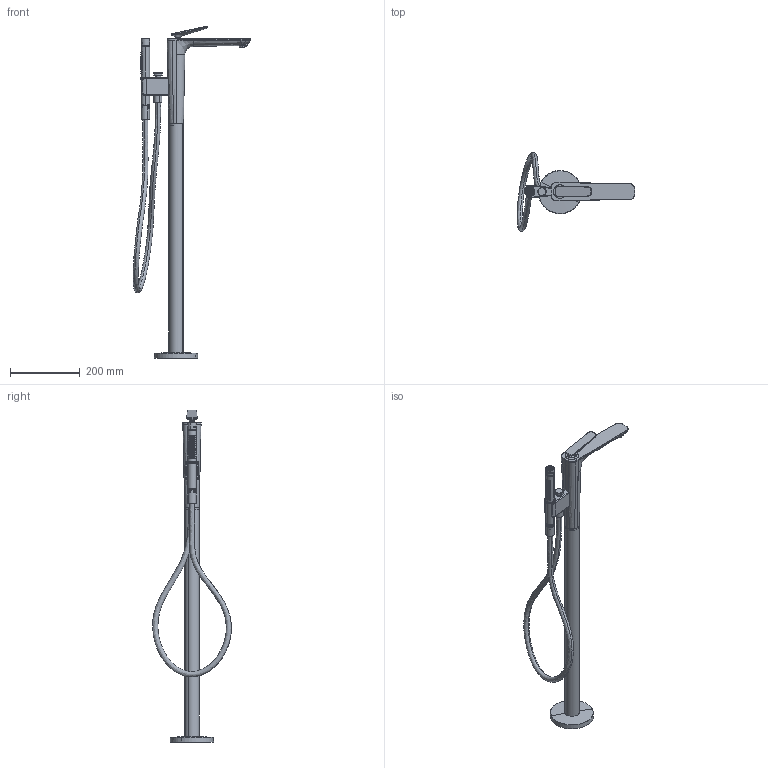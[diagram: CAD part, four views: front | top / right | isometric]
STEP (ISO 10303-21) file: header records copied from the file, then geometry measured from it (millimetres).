
FILE_DESCRIPTION(('CATIA V6 STEP','CAx-IF Rec.Pracs.--- Model Styling and Organization---1.5--- 2016-08-15','CAx-IF Rec.Pracs.---Supplemental Geometry---1.0---2011-11-01','CAx-IF Rec.Pracs.--- Composite Materials ---3.4---2017-06-13','CAx-IF Rec.Pracs.---Tessellated 3D Geometry---1.0---2015-12-17'),'2;1');
FILE_NAME('prd-HG-00479521.stp','2023-08-02T13:43:46+00:00',('none'),('none'),'3DEXPERIENCE Platform3DEXPERIENCE R2021x HotFix 8','3DEXPERIENCE Platform STEP AP242 v2','none');
FILE_SCHEMA(('AP242_MANAGED_MODEL_BASED_3D_ENGINEERING_MIM_LF {1 0 10303 442 1 1 4}'));
Length unit declared in the file: millimetre
Products named in the file (26): P-2_AX_Arizia_Wannenmischer_Boden; P-2_GK_WR_SM_Citterio_Arizia; LIM_SR_STD_SC_D-air_hellgrau_HG_M24x1-m; P-2_Griff_kpl_WRA-SM_Arizia; V5_P_2_Griffrosette_Pura_Vida_E_demontage; V5_P_2_Abdeckrosette_WRA-SM_Massaud_Ingot; V5_P_2_Gleitstueck_fuer_Starck_Puro_Griff; P-2_Griff_WRA-SM_Arizia; P-2_Stopfen_Citterio_M25; P-2_Zugknopf_WRA_SM_Arizia; V5_Rohr_D42x1_WRA-St_Starck_Square; P-2_Umstellergehaeuse_WRA_SM_Arizia; V5_P_2_Handbrausenfutter_Starck_Shower_Sol.; P-2_HB_Wet_Stick_Starck_ShowerCollect; V5_P_2_Griff_WET_STICK_m.Dekorr._Starck_S.S; V5_P_2_Umsteller_HB_WET_STICK; V5_P_2_Perlatorhuelse_M22x1; V5_Dekorring_Wet_Stick_Starck_Shower_Sol.; V5_SR_STD_SC_A-air_hellblau; V5_P_2_Grundkoerper_HB_WET_STICK; V5_P_2_Strahleinsatz_WET-STICK_EB; P-2_ISI-STARCK_1,25M; P-2_EB_Isiflex_MW_TPE_PVC_bodenst.WM; V5_P_2_AXM_Mutter_Festseite_ISI_AX_Starck; V5_P_2_Mutter_wirbl_-_ISI_Starck_Schlauch; V5_P_2_Rosette_fuer_D42_WRA-St_Starck
Assembly tree (25 placements, depth 3):
  P-2_AX_Arizia_Wannenmischer_Boden
    P-2_GK_WR_SM_Citterio_Arizia
    LIM_SR_STD_SC_D-air_hellgrau_HG_M24x1-m
    P-2_Griff_kpl_WRA-SM_Arizia
      V5_P_2_Griffrosette_Pura_Vida_E_demontage
      V5_P_2_Abdeckrosette_WRA-SM_Massaud_Ingot
      V5_P_2_Gleitstueck_fuer_Starck_Puro_Griff
      P-2_Griff_WRA-SM_Arizia
    P-2_Stopfen_Citterio_M25
    P-2_Zugknopf_WRA_SM_Arizia
    V5_Rohr_D42x1_WRA-St_Starck_Square
    P-2_Umstellergehaeuse_WRA_SM_Arizia
    V5_P_2_Handbrausenfutter_Starck_Shower_Sol.
    P-2_HB_Wet_Stick_Starck_ShowerCollect
      V5_P_2_Griff_WET_STICK_m.Dekorr._Starck_S.S
      V5_P_2_Umsteller_HB_WET_STICK
      V5_P_2_Perlatorhuelse_M22x1
      V5_Dekorring_Wet_Stick_Starck_Shower_Sol.
      V5_SR_STD_SC_A-air_hellblau
      V5_P_2_Grundkoerper_HB_WET_STICK
      V5_P_2_Strahleinsatz_WET-STICK_EB
    P-2_ISI-STARCK_1,25M
      P-2_EB_Isiflex_MW_TPE_PVC_bodenst.WM
      V5_P_2_AXM_Mutter_Festseite_ISI_AX_Starck
      V5_P_2_Mutter_wirbl_-_ISI_Starck_Schlauch
    V5_P_2_Rosette_fuer_D42_WRA-St_Starck
Bounding box: 337.02 x 225.54 x 950.95 mm (x, y, z)
Volume: 1301854.4 mm3; surface area: 401604.6 mm2
Topology: 102 solids, 103 shells, 3396 faces, 8416 edges, 5321 vertices
Faces by surface type: cylinder 1442, plane 1089, torus 319, cone 318, bspline 212, sphere 12, revolution 4
Entity records: 118060 total; most frequent: CARTESIAN_POINT 50579, ORIENTED_EDGE 16808, EDGE_CURVE 8404, DIRECTION 8081, VERTEX_POINT 5321, AXIS2_PLACEMENT_3D 3767, EDGE_LOOP 3691, ADVANCED_FACE 3396
